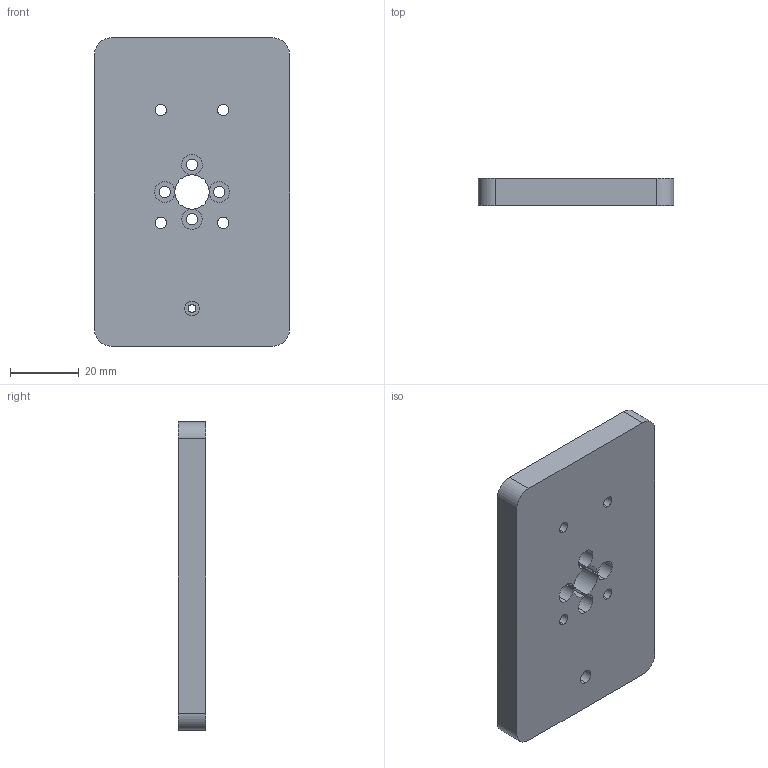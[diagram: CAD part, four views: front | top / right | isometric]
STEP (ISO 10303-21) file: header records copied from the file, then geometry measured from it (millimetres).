
FILE_DESCRIPTION (( 'STEP AP203' ), '1' );
FILE_NAME ('菁釱.STEP', '2025-05-29T14:20:03', ( '' ), ( '' ), 'SwSTEP 2.0', 'SolidWorks 2019', '' );
FILE_SCHEMA (( 'CONFIG_CONTROL_DESIGN' ));
Length unit declared in the file: millimetre
Products named in the file (1): 菁釱
Bounding box: 57 x 8 x 90 mm (x, y, z)
Volume: 38806.4 mm3; surface area: 13536 mm2
Topology: 1 solids, 1 shells, 74 faces, 201 edges, 134 vertices
Faces by surface type: plane 39, cylinder 35
Entity records: 2480 total; most frequent: DIRECTION 429, CARTESIAN_POINT 410, ORIENTED_EDGE 402, EDGE_CURVE 201, AXIS2_PLACEMENT_3D 153, VERTEX_POINT 134, VECTOR 123, LINE 123
